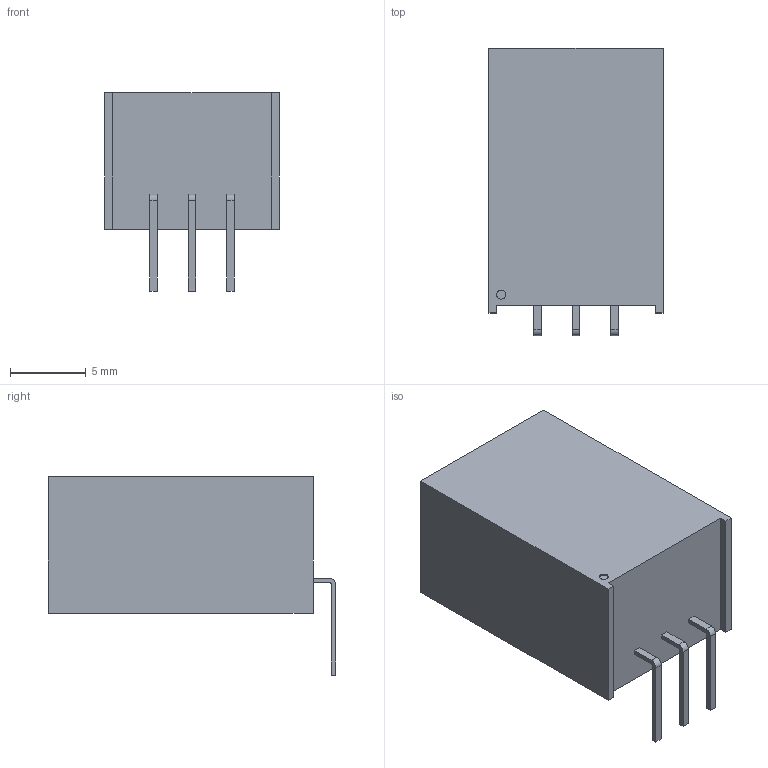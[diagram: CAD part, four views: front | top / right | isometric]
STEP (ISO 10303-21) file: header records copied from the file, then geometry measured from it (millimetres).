
FILE_DESCRIPTION(('FreeCAD Model'),'2;1');
FILE_NAME('Module-DC-DC-CUI-V78xx-2000R.step','2018-05-02T19:43:59',('kicad StepUp'),('ksu MCAD'), 'Open CASCADE STEP processor 7.2','FreeCAD','Unknown');
FILE_SCHEMA(('AUTOMOTIVE_DESIGN { 1 0 10303 214 1 1 1 1 }'));
Length unit declared in the file: millimetre
Products named in the file (4): Pin2; Body; Pin3; Pin1
Bounding box: 11.5 x 19 x 13.1 mm (x, y, z)
Volume: 1767.6 mm3; surface area: 962.5 mm2
Topology: 4 solids, 4 shells, 43 faces, 102 edges, 68 vertices
Faces by surface type: plane 35, cylinder 8
Entity records: 1308 total; most frequent: CARTESIAN_POINT 214, DIRECTION 206, ORIENTED_EDGE 204, EDGE_CURVE 102, LINE 86, VECTOR 86, VERTEX_POINT 68, AXIS2_PLACEMENT_3D 60
